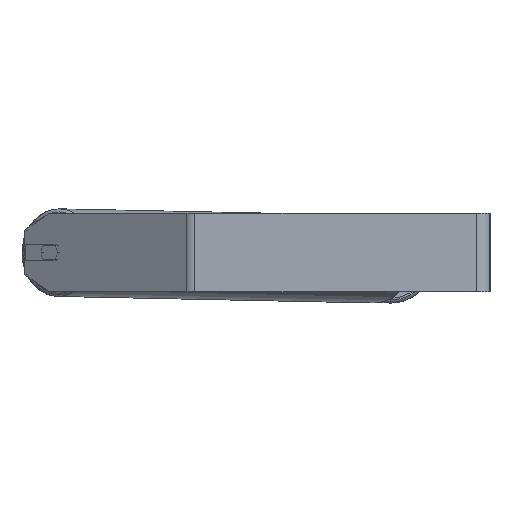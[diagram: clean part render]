
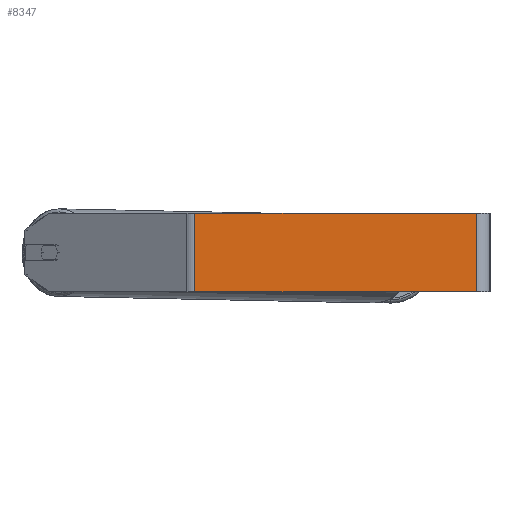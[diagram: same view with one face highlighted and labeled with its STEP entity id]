
A CAD part, left-side view. The second image highlights one B-rep face of the part: STEP entity #8347.
In plain terms, the highlighted planar face has unit normal (-1, 0, 0).
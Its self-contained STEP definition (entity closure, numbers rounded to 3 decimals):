
#65 = LINE ( 'NONE', #593, #1890 ) ;
#129 = FACE_OUTER_BOUND ( 'NONE', #7240, .T. ) ;
#217 = DIRECTION ( 'NONE',  ( 0., -1., 0. ) ) ;
#298 = EDGE_CURVE ( 'NONE', #7576, #588, #7947, .T. ) ;
#315 = DIRECTION ( 'NONE',  ( 1., 0., 0. ) ) ;
#416 = VERTEX_POINT ( 'NONE', #5484 ) ;
#588 = VERTEX_POINT ( 'NONE', #5750 ) ;
#593 = CARTESIAN_POINT ( 'NONE',  ( -900., 304.121, -40. ) ) ;
#800 = PLANE ( 'NONE',  #1898 ) ;
#1132 = VECTOR ( 'NONE', #1776, 1000. ) ;
#1350 = DIRECTION ( 'NONE',  ( 0., -1., 0. ) ) ;
#1725 = LINE ( 'NONE', #7825, #1132 ) ;
#1776 = DIRECTION ( 'NONE',  ( 0., 0., -1. ) ) ;
#1890 = VECTOR ( 'NONE', #1350, 1000. ) ;
#1898 = AXIS2_PLACEMENT_3D ( 'NONE', #6386, #315, #5546 ) ;
#2919 = CARTESIAN_POINT ( 'NONE',  ( -900., 14., 40. ) ) ;
#3015 = LINE ( 'NONE', #4344, #3995 ) ;
#3265 = DIRECTION ( 'NONE',  ( 0., 0., -1. ) ) ;
#3285 = ORIENTED_EDGE ( 'NONE', *, *, #7151, .F. ) ;
#3529 = ORIENTED_EDGE ( 'NONE', *, *, #3774, .T. ) ;
#3774 = EDGE_CURVE ( 'NONE', #416, #6442, #1725, .T. ) ;
#3995 = VECTOR ( 'NONE', #217, 1000. ) ;
#4344 = CARTESIAN_POINT ( 'NONE',  ( -900., 304.121, 40. ) ) ;
#4359 = ORIENTED_EDGE ( 'NONE', *, *, #6642, .T. ) ;
#4500 = CARTESIAN_POINT ( 'NONE',  ( -900., 299.706, -40. ) ) ;
#5484 = CARTESIAN_POINT ( 'NONE',  ( -900., 299.706, 40. ) ) ;
#5546 = DIRECTION ( 'NONE',  ( 0., 0., -1. ) ) ;
#5750 = CARTESIAN_POINT ( 'NONE',  ( -900., 14., -40. ) ) ;
#6386 = CARTESIAN_POINT ( 'NONE',  ( -900., 304.121, 40. ) ) ;
#6422 = VECTOR ( 'NONE', #3265, 1000. ) ;
#6442 = VERTEX_POINT ( 'NONE', #4500 ) ;
#6642 = EDGE_CURVE ( 'NONE', #6442, #588, #65, .T. ) ;
#7151 = EDGE_CURVE ( 'NONE', #416, #7576, #3015, .T. ) ;
#7199 = CARTESIAN_POINT ( 'NONE',  ( -900., 14., 40. ) ) ;
#7240 = EDGE_LOOP ( 'NONE', ( #4359, #8417, #3285, #3529 ) ) ;
#7576 = VERTEX_POINT ( 'NONE', #2919 ) ;
#7825 = CARTESIAN_POINT ( 'NONE',  ( -900., 299.706, 40. ) ) ;
#7947 = LINE ( 'NONE', #7199, #6422 ) ;
#8347 = ADVANCED_FACE ( 'NONE', ( #129 ), #800, .F. ) ;
#8417 = ORIENTED_EDGE ( 'NONE', *, *, #298, .F. ) ;
